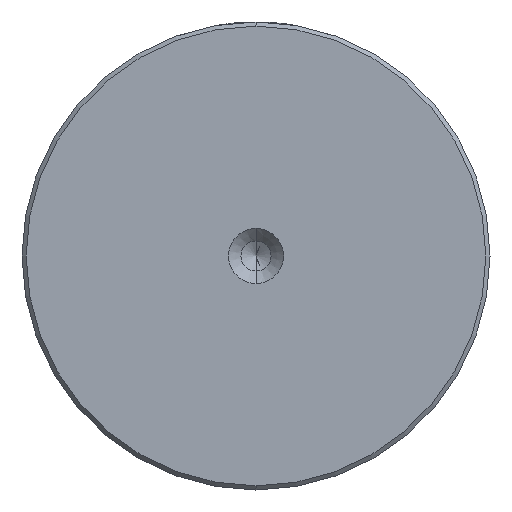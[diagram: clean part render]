
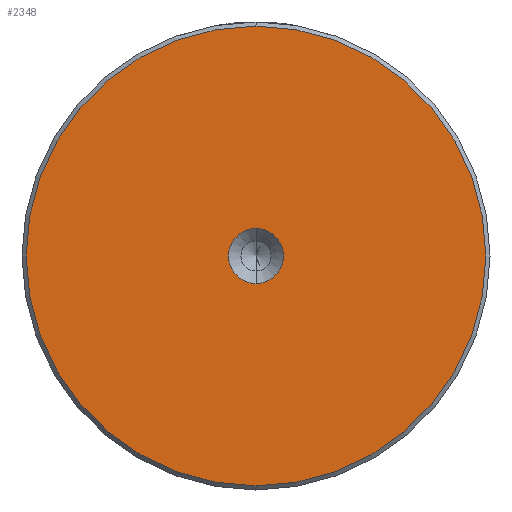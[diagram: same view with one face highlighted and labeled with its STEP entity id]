
A CAD part, left-side view. The second image highlights one B-rep face of the part: STEP entity #2348.
In plain terms, the highlighted planar face has unit normal (-1, 0, 0).
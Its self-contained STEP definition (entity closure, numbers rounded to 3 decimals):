
#26 = EDGE_CURVE ( 'NONE', #1929, #539, #1551, .T. ) ;
#42 = CIRCLE ( 'NONE', #1948, 27.5 ) ;
#76 = DIRECTION ( 'NONE',  ( -1., 0., 0. ) ) ;
#91 = DIRECTION ( 'NONE',  ( 0., 0., 1. ) ) ;
#135 = CARTESIAN_POINT ( 'NONE',  ( 0., 0., -3.3 ) ) ;
#265 = AXIS2_PLACEMENT_3D ( 'NONE', #1235, #76, #1430 ) ;
#278 = EDGE_LOOP ( 'NONE', ( #889, #1855 ) ) ;
#309 = DIRECTION ( 'NONE',  ( 0., 0., 1. ) ) ;
#319 = DIRECTION ( 'NONE',  ( -1., 0., 0. ) ) ;
#328 = CARTESIAN_POINT ( 'NONE',  ( 0., 0., 0. ) ) ;
#344 = CARTESIAN_POINT ( 'NONE',  ( 0., 0., -27.5 ) ) ;
#359 = CIRCLE ( 'NONE', #1838, 27.5 ) ;
#375 = DIRECTION ( 'NONE',  ( -1., 0., 0. ) ) ;
#539 = VERTEX_POINT ( 'NONE', #135 ) ;
#614 = CARTESIAN_POINT ( 'NONE',  ( 0., 0., 27.5 ) ) ;
#628 = VERTEX_POINT ( 'NONE', #344 ) ;
#874 = DIRECTION ( 'NONE',  ( -1., 0., 0. ) ) ;
#889 = ORIENTED_EDGE ( 'NONE', *, *, #26, .F. ) ;
#934 = FACE_OUTER_BOUND ( 'NONE', #1584, .T. ) ;
#989 = ORIENTED_EDGE ( 'NONE', *, *, #1385, .T. ) ;
#1023 = CARTESIAN_POINT ( 'NONE',  ( 0., 0., 3.3 ) ) ;
#1139 = CIRCLE ( 'NONE', #265, 3.3 ) ;
#1235 = CARTESIAN_POINT ( 'NONE',  ( 0., 0., 0. ) ) ;
#1249 = DIRECTION ( 'NONE',  ( -1., 0., 0. ) ) ;
#1385 = EDGE_CURVE ( 'NONE', #1840, #628, #359, .T. ) ;
#1430 = DIRECTION ( 'NONE',  ( 0., 0., 1. ) ) ;
#1518 = CARTESIAN_POINT ( 'NONE',  ( 0., 0., 0. ) ) ;
#1551 = CIRCLE ( 'NONE', #1654, 3.3 ) ;
#1584 = EDGE_LOOP ( 'NONE', ( #1821, #989 ) ) ;
#1654 = AXIS2_PLACEMENT_3D ( 'NONE', #328, #319, #309 ) ;
#1655 = PLANE ( 'NONE',  #1994 ) ;
#1732 = DIRECTION ( 'NONE',  ( 0., 0., 1. ) ) ;
#1821 = ORIENTED_EDGE ( 'NONE', *, *, #2090, .T. ) ;
#1838 = AXIS2_PLACEMENT_3D ( 'NONE', #2408, #1249, #91 ) ;
#1840 = VERTEX_POINT ( 'NONE', #614 ) ;
#1855 = ORIENTED_EDGE ( 'NONE', *, *, #1967, .F. ) ;
#1929 = VERTEX_POINT ( 'NONE', #1023 ) ;
#1948 = AXIS2_PLACEMENT_3D ( 'NONE', #1518, #375, #1732 ) ;
#1958 = FACE_BOUND ( 'NONE', #278, .T. ) ;
#1967 = EDGE_CURVE ( 'NONE', #539, #1929, #1139, .T. ) ;
#1994 = AXIS2_PLACEMENT_3D ( 'NONE', #2414, #874, #2223 ) ;
#2090 = EDGE_CURVE ( 'NONE', #628, #1840, #42, .T. ) ;
#2223 = DIRECTION ( 'NONE',  ( 0., 0., 1. ) ) ;
#2348 = ADVANCED_FACE ( 'NONE', ( #934, #1958 ), #1655, .T. ) ;
#2408 = CARTESIAN_POINT ( 'NONE',  ( 0., 0., 0. ) ) ;
#2414 = CARTESIAN_POINT ( 'NONE',  ( 0., 0., 0. ) ) ;
